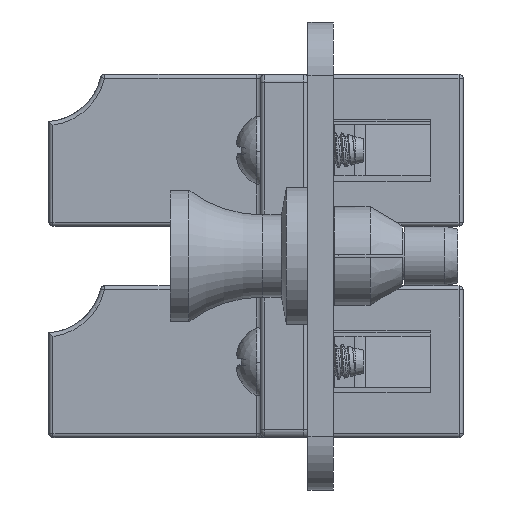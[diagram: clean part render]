
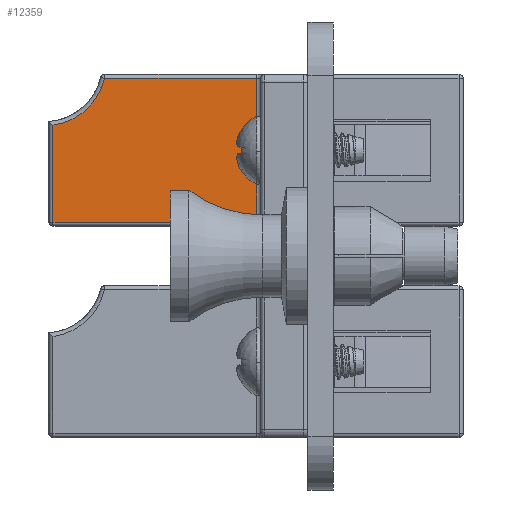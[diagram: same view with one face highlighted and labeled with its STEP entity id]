
A CAD part, left-side view. The second image highlights one B-rep face of the part: STEP entity #12359.
In plain terms, the highlighted face is planar.
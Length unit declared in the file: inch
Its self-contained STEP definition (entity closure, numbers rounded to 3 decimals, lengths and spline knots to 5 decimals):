
#492 = AXIS2_PLACEMENT_3D ( 'NONE', #21463, #10542, #12018 ) ;
#687 = FACE_OUTER_BOUND ( 'NONE', #2648, .T. ) ;
#1863 = ORIENTED_EDGE ( 'NONE', *, *, #20085, .T. ) ;
#2512 = VECTOR ( 'NONE', #15461, 39.37008 ) ;
#2648 = EDGE_LOOP ( 'NONE', ( #24164, #5143, #1863, #9958, #15637 ) ) ;
#3419 = LINE ( 'NONE', #10942, #7360 ) ;
#4969 = CARTESIAN_POINT ( 'NONE',  ( 0.4945, 0.185, -0.51 ) ) ;
#5034 = VERTEX_POINT ( 'NONE', #5747 ) ;
#5143 = ORIENTED_EDGE ( 'NONE', *, *, #5606, .T. ) ;
#5497 = EDGE_CURVE ( 'NONE', #11999, #5034, #16629, .T. ) ;
#5606 = EDGE_CURVE ( 'NONE', #20628, #5988, #21219, .T. ) ;
#5747 = CARTESIAN_POINT ( 'NONE',  ( 0.4945, 0.06134, -0.51 ) ) ;
#5766 = EDGE_CURVE ( 'NONE', #5034, #20628, #21928, .T. ) ;
#5988 = VERTEX_POINT ( 'NONE', #19296 ) ;
#6266 = CARTESIAN_POINT ( 'NONE',  ( 0.4945, -0.175, -0.51 ) ) ;
#6328 = LINE ( 'NONE', #17416, #6984 ) ;
#6984 = VECTOR ( 'NONE', #21205, 39.37008 ) ;
#7203 = DIRECTION ( 'NONE',  ( 0., -1., 0. ) ) ;
#7360 = VECTOR ( 'NONE', #18438, 39.37008 ) ;
#8598 = CARTESIAN_POINT ( 'NONE',  ( -0.0015, 0.175, -0.51 ) ) ;
#9323 = DIRECTION ( 'NONE',  ( 0., 0., 1. ) ) ;
#9958 = ORIENTED_EDGE ( 'NONE', *, *, #21870, .T. ) ;
#10542 = DIRECTION ( 'NONE',  ( 0., 0., 1. ) ) ;
#10942 = CARTESIAN_POINT ( 'NONE',  ( -0.0015, 0.185, -0.51 ) ) ;
#11521 = DIRECTION ( 'NONE',  ( 1., 0., 0. ) ) ;
#11790 = CARTESIAN_POINT ( 'NONE',  ( 0.36864, 0.175, -0.51 ) ) ;
#11999 = VERTEX_POINT ( 'NONE', #11790 ) ;
#12018 = DIRECTION ( 'NONE',  ( 1., 0., 0. ) ) ;
#12246 = PLANE ( 'NONE',  #492 ) ;
#12359 = ADVANCED_FACE ( 'NONE', ( #687 ), #12246, .F. ) ;
#13713 = CARTESIAN_POINT ( 'NONE',  ( -0.5045, -0.175, -0.51 ) ) ;
#15461 = DIRECTION ( 'NONE',  ( -1., 0., 0. ) ) ;
#15637 = ORIENTED_EDGE ( 'NONE', *, *, #5497, .T. ) ;
#16629 = CIRCLE ( 'NONE', #19778, 0.15 ) ;
#17416 = CARTESIAN_POINT ( 'NONE',  ( 0.37675, 0.175, -0.51 ) ) ;
#18438 = DIRECTION ( 'NONE',  ( 0., 1., 0. ) ) ;
#19296 = CARTESIAN_POINT ( 'NONE',  ( -0.0015, -0.175, -0.51 ) ) ;
#19778 = AXIS2_PLACEMENT_3D ( 'NONE', #20615, #9323, #11521 ) ;
#19902 = VERTEX_POINT ( 'NONE', #8598 ) ;
#20085 = EDGE_CURVE ( 'NONE', #5988, #19902, #3419, .T. ) ;
#20615 = CARTESIAN_POINT ( 'NONE',  ( 0.5145, 0.21, -0.51 ) ) ;
#20628 = VERTEX_POINT ( 'NONE', #6266 ) ;
#21205 = DIRECTION ( 'NONE',  ( 1., 0., 0. ) ) ;
#21219 = LINE ( 'NONE', #13713, #2512 ) ;
#21343 = VECTOR ( 'NONE', #7203, 39.37008 ) ;
#21463 = CARTESIAN_POINT ( 'NONE',  ( -0.5045, 0.185, -0.51 ) ) ;
#21870 = EDGE_CURVE ( 'NONE', #19902, #11999, #6328, .T. ) ;
#21928 = LINE ( 'NONE', #4969, #21343 ) ;
#24164 = ORIENTED_EDGE ( 'NONE', *, *, #5766, .T. ) ;
